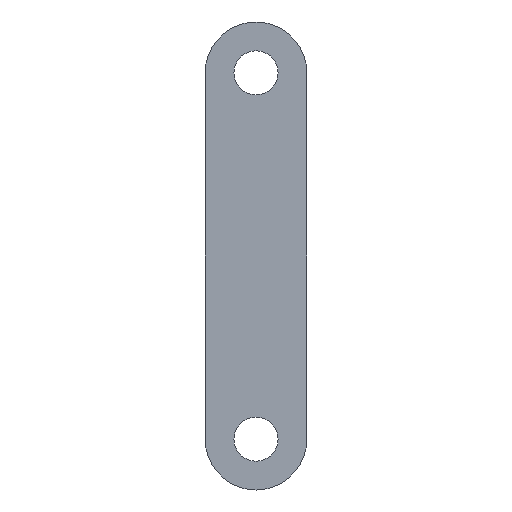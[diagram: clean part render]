
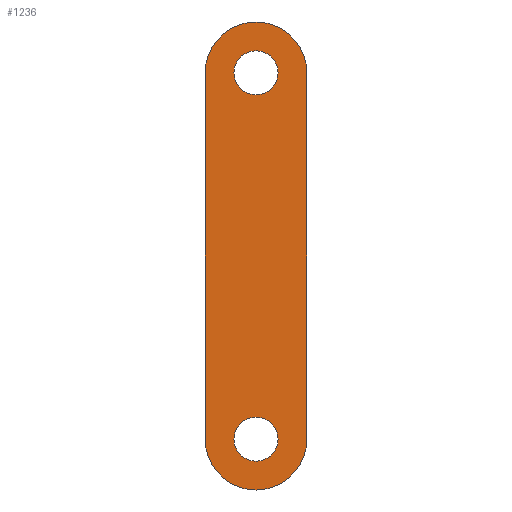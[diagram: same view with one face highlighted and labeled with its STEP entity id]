
A CAD part, left-side view. The second image highlights one B-rep face of the part: STEP entity #1236.
In plain terms, the highlighted planar face has unit normal (-1, 0, 0).
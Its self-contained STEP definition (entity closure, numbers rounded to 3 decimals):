
#46=CARTESIAN_POINT('',(0.,0.,27.));
#47=DIRECTION('',(-1.,0.,0.));
#48=DIRECTION('',(0.,0.,-1.));
#49=AXIS2_PLACEMENT_3D('',#46,#47,#48);
#51=CARTESIAN_POINT('',(0.,0.,27.));
#52=DIRECTION('',(-1.,0.,0.));
#53=DIRECTION('',(0.,0.,1.));
#54=AXIS2_PLACEMENT_3D('',#51,#52,#53);
#56=CARTESIAN_POINT('',(0.,0.,-27.));
#57=DIRECTION('',(-1.,0.,0.));
#58=DIRECTION('',(0.,0.,-1.));
#59=AXIS2_PLACEMENT_3D('',#56,#57,#58);
#61=CARTESIAN_POINT('',(0.,0.,-27.));
#62=DIRECTION('',(-1.,0.,0.));
#63=DIRECTION('',(0.,0.,1.));
#64=AXIS2_PLACEMENT_3D('',#61,#62,#63);
#66=CARTESIAN_POINT('',(0.,0.,27.));
#67=DIRECTION('',(1.,0.,0.));
#68=DIRECTION('',(0.,1.,0.));
#69=AXIS2_PLACEMENT_3D('',#66,#67,#68);
#71=DIRECTION('',(0.,0.,-1.));
#72=VECTOR('',#71,54.);
#73=CARTESIAN_POINT('',(0.,-7.5,27.));
#74=LINE('',#73,#72);
#75=CARTESIAN_POINT('',(0.,0.,-27.));
#76=DIRECTION('',(1.,0.,0.));
#77=DIRECTION('',(0.,-1.,0.));
#78=AXIS2_PLACEMENT_3D('',#75,#76,#77);
#80=DIRECTION('',(0.,0.,1.));
#81=VECTOR('',#80,54.);
#82=CARTESIAN_POINT('',(0.,7.5,-27.));
#83=LINE('',#82,#81);
#1003=CARTESIAN_POINT('',(0.,0.,23.75));
#1004=CARTESIAN_POINT('',(0.,0.,30.25));
#1005=VERTEX_POINT('',#1003);
#1006=VERTEX_POINT('',#1004);
#1007=CARTESIAN_POINT('',(0.,0.,-30.25));
#1008=CARTESIAN_POINT('',(0.,0.,-23.75));
#1009=VERTEX_POINT('',#1007);
#1010=VERTEX_POINT('',#1008);
#1011=CARTESIAN_POINT('',(0.,7.5,27.));
#1012=CARTESIAN_POINT('',(0.,-7.5,27.));
#1013=VERTEX_POINT('',#1011);
#1014=VERTEX_POINT('',#1012);
#1015=CARTESIAN_POINT('',(0.,-7.5,-27.));
#1016=VERTEX_POINT('',#1015);
#1017=CARTESIAN_POINT('',(0.,7.5,-27.));
#1018=VERTEX_POINT('',#1017);
#1209=CARTESIAN_POINT('',(0.,0.,0.));
#1210=DIRECTION('',(1.,0.,0.));
#1211=DIRECTION('',(0.,0.,-1.));
#1212=AXIS2_PLACEMENT_3D('',#1209,#1210,#1211);
#1213=PLANE('',#1212);
#1215=ORIENTED_EDGE('',*,*,#1214,.T.);
#1217=ORIENTED_EDGE('',*,*,#1216,.T.);
#1219=ORIENTED_EDGE('',*,*,#1218,.T.);
#1221=ORIENTED_EDGE('',*,*,#1220,.T.);
#1222=EDGE_LOOP('',(#1215,#1217,#1219,#1221));
#1223=FACE_OUTER_BOUND('',#1222,.F.);
#1225=ORIENTED_EDGE('',*,*,#1224,.T.);
#1227=ORIENTED_EDGE('',*,*,#1226,.T.);
#1228=EDGE_LOOP('',(#1225,#1227));
#1229=FACE_BOUND('',#1228,.F.);
#1231=ORIENTED_EDGE('',*,*,#1230,.T.);
#1233=ORIENTED_EDGE('',*,*,#1232,.T.);
#1234=EDGE_LOOP('',(#1231,#1233));
#1235=FACE_BOUND('',#1234,.F.);
#1236=ADVANCED_FACE('',(#1223,#1229,#1235),#1213,.F.);
#50=CIRCLE('',#49,3.25);
#55=CIRCLE('',#54,3.25);
#60=CIRCLE('',#59,3.25);
#65=CIRCLE('',#64,3.25);
#70=CIRCLE('',#69,7.5);
#79=CIRCLE('',#78,7.5);
#1214=EDGE_CURVE('',#1013,#1014,#70,.T.);
#1216=EDGE_CURVE('',#1014,#1016,#74,.T.);
#1218=EDGE_CURVE('',#1016,#1018,#79,.T.);
#1220=EDGE_CURVE('',#1018,#1013,#83,.T.);
#1224=EDGE_CURVE('',#1009,#1010,#60,.T.);
#1226=EDGE_CURVE('',#1010,#1009,#65,.T.);
#1230=EDGE_CURVE('',#1005,#1006,#50,.T.);
#1232=EDGE_CURVE('',#1006,#1005,#55,.T.);
